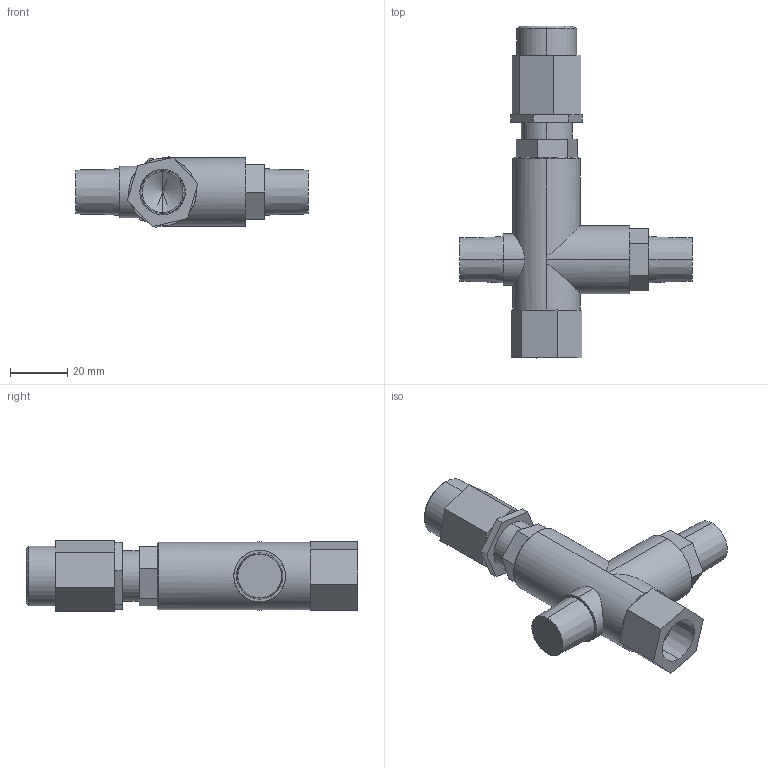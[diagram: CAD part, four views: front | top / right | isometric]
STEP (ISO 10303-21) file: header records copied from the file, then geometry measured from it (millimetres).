
FILE_DESCRIPTION (( 'STEP AP203' ), '1' );
FILE_NAME ('7581.STEP', '2019-06-05T15:57:03', ( 'IT' ), ( 'Microsoft' ), 'SwSTEP 2.0', 'SolidWorks 2018', '' );
FILE_SCHEMA (( 'CONFIG_CONTROL_DESIGN' ));
Length unit declared in the file: inch
Products named in the file (1): 7581
Bounding box: 81.53 x 116.2 x 24.9 mm (x, y, z)
Volume: 61598.4 mm3; surface area: 14205.8 mm2
Topology: 1 solids, 1 shells, 93 faces, 212 edges, 129 vertices
Faces by surface type: plane 68, cylinder 13, cone 12
Entity records: 2841 total; most frequent: CARTESIAN_POINT 651, DIRECTION 446, ORIENTED_EDGE 420, EDGE_CURVE 210, VECTOR 154, LINE 154, AXIS2_PLACEMENT_3D 146, VERTEX_POINT 129
